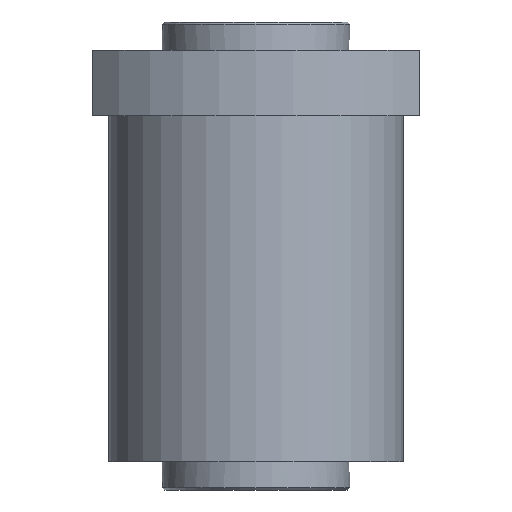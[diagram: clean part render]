
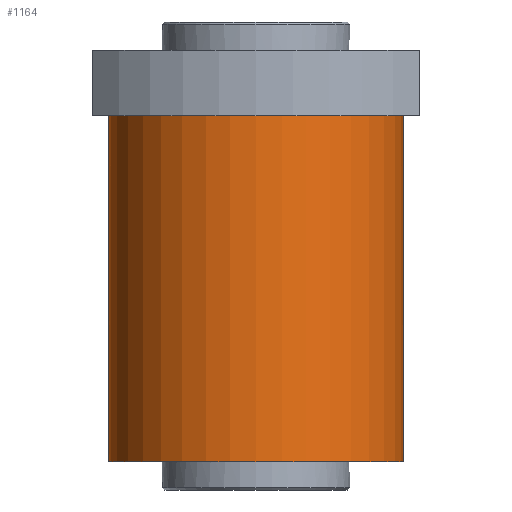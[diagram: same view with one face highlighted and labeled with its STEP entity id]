
A CAD part, front view. The second image highlights one B-rep face of the part: STEP entity #1164.
In plain terms, the highlighted cylindrical face has radius 31.5 mm (diameter 63 mm), a full revolution.
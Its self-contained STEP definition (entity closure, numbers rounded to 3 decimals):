
#165=B_SPLINE_CURVE_WITH_KNOTS('',3,(#2047,#2048,#2049,#2050,#2051,#2052,
#2053,#2054,#2055,#2056,#2057),.UNSPECIFIED.,.T.,.F.,(1,1,1,1,1,1,1,1,1,
1,1,1,1,1,1),(-0.004,-0.002,-0.001,
0.,0.001,0.002,0.004,0.005,
0.006,0.007,0.008,0.009,
0.011,0.012,0.013),.UNSPECIFIED.);
#166=B_SPLINE_CURVE_WITH_KNOTS('',3,(#2061,#2062,#2063,#2064,#2065,#2066,
#2067,#2068,#2069,#2070,#2071),.UNSPECIFIED.,.T.,.F.,(1,1,1,1,1,1,1,1,1,
1,1,1,1,1,1),(-0.004,-0.002,-0.001,
0.,0.001,0.002,0.004,0.005,
0.006,0.007,0.008,0.009,
0.011,0.012,0.013),.UNSPECIFIED.);
#287=ORIENTED_EDGE('',*,*,#593,.T.);
#288=ORIENTED_EDGE('',*,*,#594,.T.);
#289=ORIENTED_EDGE('',*,*,#595,.F.);
#290=ORIENTED_EDGE('',*,*,#596,.T.);
#593=EDGE_CURVE('',#725,#725,#815,.T.);
#594=EDGE_CURVE('',#726,#726,#165,.T.);
#595=EDGE_CURVE('',#727,#727,#816,.T.);
#596=EDGE_CURVE('',#728,#728,#166,.T.);
#725=VERTEX_POINT('',#2046);
#726=VERTEX_POINT('',#2058);
#727=VERTEX_POINT('',#2060);
#728=VERTEX_POINT('',#2072);
#815=CIRCLE('',#1294,31.5);
#816=CIRCLE('',#1295,31.5);
#881=EDGE_LOOP('',(#287));
#882=EDGE_LOOP('',(#288));
#883=EDGE_LOOP('',(#289));
#884=EDGE_LOOP('',(#290));
#1003=FACE_BOUND('',#881,.T.);
#1004=FACE_BOUND('',#882,.T.);
#1005=FACE_BOUND('',#883,.T.);
#1006=FACE_BOUND('',#884,.T.);
#1105=CYLINDRICAL_SURFACE('',#1293,31.5);
#1164=ADVANCED_FACE('',(#1003,#1004,#1005,#1006),#1105,.T.);
#1293=AXIS2_PLACEMENT_3D('',#2044,#1535,#1536);
#1294=AXIS2_PLACEMENT_3D('',#2045,#1537,#1538);
#1295=AXIS2_PLACEMENT_3D('',#2059,#1539,#1540);
#1535=DIRECTION('',(0.,0.,-1.));
#1536=DIRECTION('',(-1.,0.,0.));
#1537=DIRECTION('',(0.,0.,-1.));
#1538=DIRECTION('',(-1.,0.,0.));
#1539=DIRECTION('',(0.,0.,-1.));
#1540=DIRECTION('',(-1.,0.,0.));
#2044=CARTESIAN_POINT('',(0.,0.,0.));
#2045=CARTESIAN_POINT('',(0.,0.,74.));
#2046=CARTESIAN_POINT('',(-31.5,0.,74.));
#2047=CARTESIAN_POINT('',(31.482,-1.177,4.174));
#2048=CARTESIAN_POINT('',(31.509,0.,4.663));
#2049=CARTESIAN_POINT('',(31.482,1.176,4.175));
#2050=CARTESIAN_POINT('',(31.455,1.662,3.001));
#2051=CARTESIAN_POINT('',(31.482,1.176,1.825));
#2052=CARTESIAN_POINT('',(31.509,0.,1.338));
#2053=CARTESIAN_POINT('',(31.482,-1.174,1.823));
#2054=CARTESIAN_POINT('',(31.455,-1.662,2.998));
#2055=CARTESIAN_POINT('',(31.482,-1.177,4.174));
#2056=CARTESIAN_POINT('',(31.509,0.,4.663));
#2057=CARTESIAN_POINT('',(31.482,1.176,4.175));
#2058=CARTESIAN_POINT('',(31.5,0.,4.5));
#2059=CARTESIAN_POINT('',(0.,0.,0.));
#2060=CARTESIAN_POINT('',(-31.5,0.,0.));
#2061=CARTESIAN_POINT('',(-31.482,1.177,4.174));
#2062=CARTESIAN_POINT('',(-31.509,0.,4.663));
#2063=CARTESIAN_POINT('',(-31.482,-1.176,4.175));
#2064=CARTESIAN_POINT('',(-31.455,-1.662,3.001));
#2065=CARTESIAN_POINT('',(-31.482,-1.176,1.825));
#2066=CARTESIAN_POINT('',(-31.509,0.,1.338));
#2067=CARTESIAN_POINT('',(-31.482,1.174,1.823));
#2068=CARTESIAN_POINT('',(-31.455,1.662,2.998));
#2069=CARTESIAN_POINT('',(-31.482,1.177,4.174));
#2070=CARTESIAN_POINT('',(-31.509,0.,4.663));
#2071=CARTESIAN_POINT('',(-31.482,-1.176,4.175));
#2072=CARTESIAN_POINT('',(-31.5,0.,4.5));
